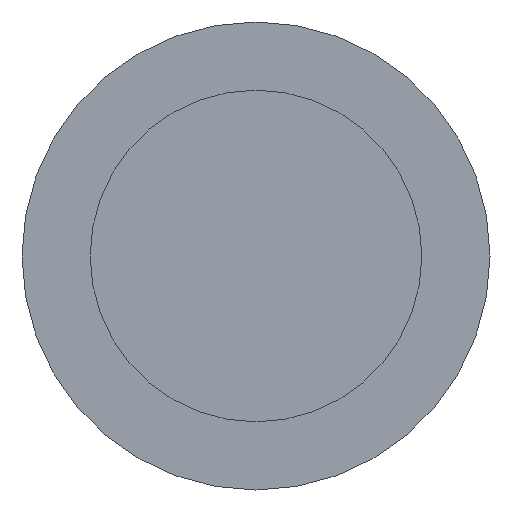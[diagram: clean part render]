
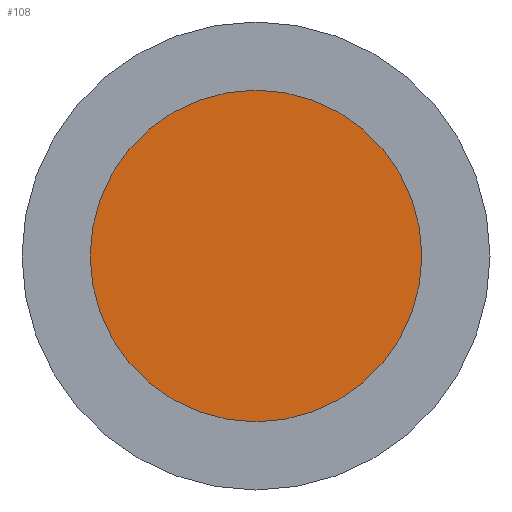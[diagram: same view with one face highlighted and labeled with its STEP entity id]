
A CAD part, left-side view. The second image highlights one B-rep face of the part: STEP entity #108.
In plain terms, the highlighted planar face has unit normal (-1, 0, 0).
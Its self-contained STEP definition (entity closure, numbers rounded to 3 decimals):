
#10 = FACE_OUTER_BOUND ( 'NONE', #127, .T. ) ;
#12 = AXIS2_PLACEMENT_3D ( 'NONE', #327, #255, #300 ) ;
#16 = CARTESIAN_POINT ( 'NONE',  ( -0.015, 0., -9. ) ) ;
#58 = DIRECTION ( 'NONE',  ( 0., 0., -1. ) ) ;
#63 = PLANE ( 'NONE',  #12 ) ;
#108 = ADVANCED_FACE ( 'NONE', ( #10 ), #63, .F. ) ;
#122 = DIRECTION ( 'NONE',  ( 0., 0., -1. ) ) ;
#127 = EDGE_LOOP ( 'NONE', ( #190, #332 ) ) ;
#151 = CARTESIAN_POINT ( 'NONE',  ( -0.015, 0., 0. ) ) ;
#177 = AXIS2_PLACEMENT_3D ( 'NONE', #319, #197, #58 ) ;
#183 = VERTEX_POINT ( 'NONE', #16 ) ;
#184 = CIRCLE ( 'NONE', #188, 9. ) ;
#188 = AXIS2_PLACEMENT_3D ( 'NONE', #151, #260, #122 ) ;
#190 = ORIENTED_EDGE ( 'NONE', *, *, #236, .F. ) ;
#197 = DIRECTION ( 'NONE',  ( 1., 0., 0. ) ) ;
#236 = EDGE_CURVE ( 'NONE', #311, #183, #184, .T. ) ;
#255 = DIRECTION ( 'NONE',  ( 1., 0., 0. ) ) ;
#260 = DIRECTION ( 'NONE',  ( 1., 0., 0. ) ) ;
#300 = DIRECTION ( 'NONE',  ( 0., 0., -1. ) ) ;
#302 = EDGE_CURVE ( 'NONE', #183, #311, #334, .T. ) ;
#311 = VERTEX_POINT ( 'NONE', #321 ) ;
#319 = CARTESIAN_POINT ( 'NONE',  ( -0.015, 0., 0. ) ) ;
#321 = CARTESIAN_POINT ( 'NONE',  ( -0.015, 0., 9. ) ) ;
#327 = CARTESIAN_POINT ( 'NONE',  ( -0.015, 9., 0. ) ) ;
#332 = ORIENTED_EDGE ( 'NONE', *, *, #302, .F. ) ;
#334 = CIRCLE ( 'NONE', #177, 9. ) ;
